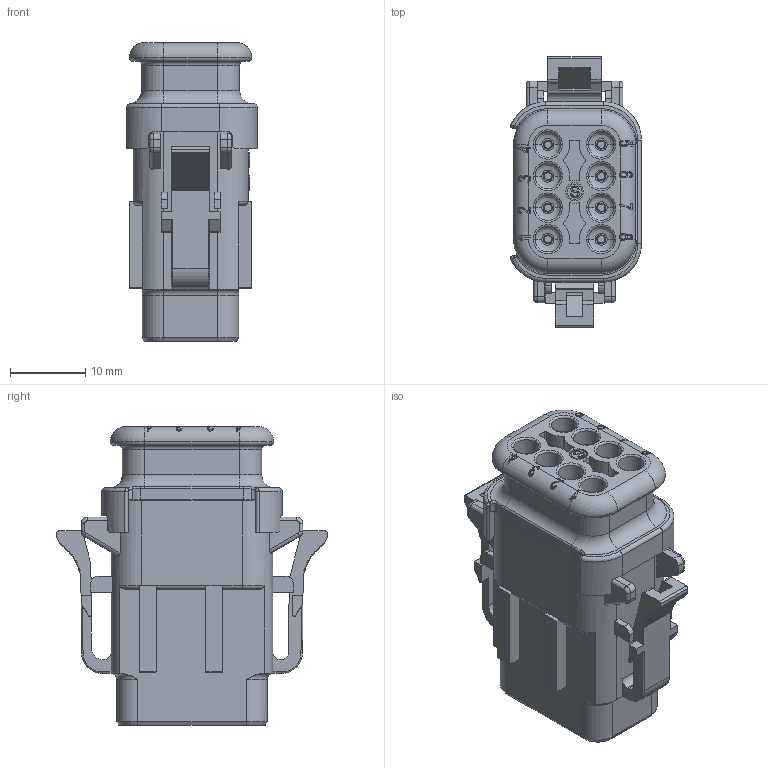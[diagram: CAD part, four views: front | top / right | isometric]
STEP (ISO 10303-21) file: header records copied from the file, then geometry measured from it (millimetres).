
FILE_DESCRIPTION((''),'2;1');
FILE_NAME('26-54229-08SA','2015-07-28T',('jarry.li'),(''),'PRO/ENGINEER BY PARAMETRIC TECHNOLOGY CORPORATION, 2013230','PRO/ENGINEER BY PARAMETRIC TECHNOLOGY CORPORATION, 2013230','');
FILE_SCHEMA(('CONFIG_CONTROL_DESIGN'));
Length unit declared in the file: millimetre
Products named in the file (1): 26-54229-08SA
Bounding box: 17.41 x 36.03 x 39.74 mm (x, y, z)
Volume: 10750 mm3; surface area: 7012.1 mm2
Topology: 1 solids, 15 shells, 1617 faces, 4295 edges, 2791 vertices
Faces by surface type: plane 934, cylinder 287, extrusion 220, torus 114, bspline 50, cone 12
Entity records: 53089 total; most frequent: CARTESIAN_POINT 13543, ORIENTED_EDGE 8590, DIRECTION 7416, EDGE_CURVE 4295, VECTOR 3090, LINE 2870, VERTEX_POINT 2791, AXIS2_PLACEMENT_3D 2163
